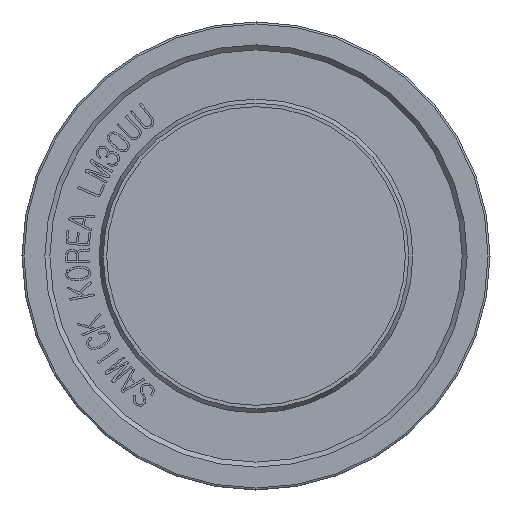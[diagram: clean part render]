
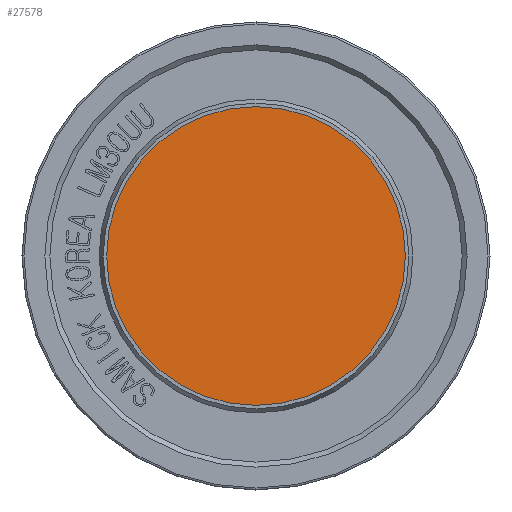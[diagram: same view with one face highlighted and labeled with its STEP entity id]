
A CAD part, front view. The second image highlights one B-rep face of the part: STEP entity #27578.
In plain terms, the highlighted planar face has unit normal (0, -1, 0).
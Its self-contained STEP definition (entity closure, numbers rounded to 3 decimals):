
#27547=CARTESIAN_POINT('',(-15.0,-59.0,0.));
#27548=VERTEX_POINT('',#27547);
#27549=CARTESIAN_POINT('',(0.0,-59.0,0.0));
#27550=DIRECTION('',(0.0,1.0,0.0));
#27551=DIRECTION('',(1.0,0.0,0.0));
#27552=AXIS2_PLACEMENT_3D('',#27549,#27550,#27551);
#27553=CIRCLE('',#27552,15.0);
#27554=EDGE_CURVE('',#27548,#27548,#27553,.T.);
#27570=CARTESIAN_POINT('',(0.0,-59.0,0.0));
#27571=DIRECTION('',(0.0,-1.0,0.0));
#27572=DIRECTION('',(0.0,0.0,-1.0));
#27573=AXIS2_PLACEMENT_3D('',#27570,#27571,#27572);
#27574=PLANE('',#27573);
#27575=ORIENTED_EDGE('',*,*,#27554,.F.);
#27576=EDGE_LOOP('',(#27575));
#27577=FACE_OUTER_BOUND('',#27576,.T.);
#27578=ADVANCED_FACE('',(#27577),#27574,.T.);
